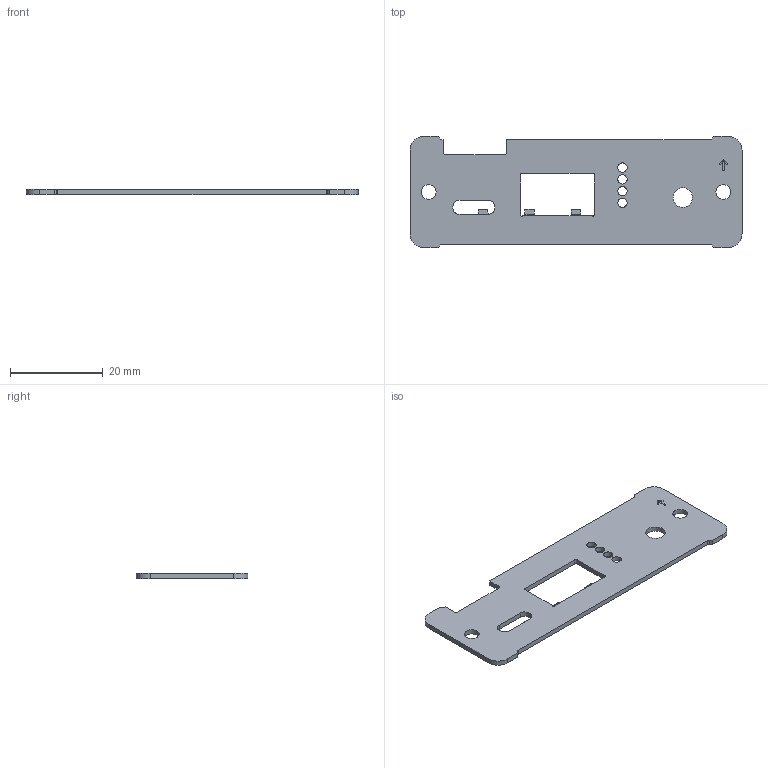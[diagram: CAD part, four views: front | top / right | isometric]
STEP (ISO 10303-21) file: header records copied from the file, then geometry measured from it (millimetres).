
FILE_DESCRIPTION(('KiCad electronic assembly'),'2;1');
FILE_NAME('FTDI master front.step','2024-07-23T01:52:18',('Pcbnew'),( 'Kicad'),'Open CASCADE STEP processor 7.8','KiCad to STEP converter' ,'Unknown');
FILE_SCHEMA(('AUTOMOTIVE_DESIGN { 1 0 10303 214 1 1 1 1 }'));
Length unit declared in the file: millimetre
Products named in the file (44): FTDI master front 1; FTDI master front_track_1; FTDI master front_track_2; FTDI master front_track_3; FTDI master front_track_4; FTDI master front_track_5; FTDI master front_track_6; FTDI master front_track_7; FTDI master front_track_8; FTDI master front_track_9; FTDI master front_track_10; FTDI master front_track_11; FTDI master front_track_12; FTDI master front_track_13; FTDI master front_track_14; FTDI master front_track_15; FTDI master front_track_16; FTDI master front_track_17; FTDI master front_zone_1; FTDI master front_zone_2; FTDI master front_zone_3; FTDI master front_pad_1; FTDI master front_pad_2; FTDI master front_pad_3; FTDI master front_pad_4; FTDI master front_pad_5; FTDI master front_pad_6; FTDI master front_pad_7; FTDI master front_pad_8; FTDI master front_pad_9; FTDI master front_pad_10; FTDI master front_pad_11; FTDI master front_pad_12; FTDI master front_pad_13; FTDI master front_pad_14; FTDI master front_pad_15; FTDI master front_pad_16; FTDI master front_pad_17; FTDI master front_pad_18; FTDI master front_pad_19 ...
Assembly tree (43 placements, depth 2):
  FTDI master front 1
    FTDI master front_track_1
    FTDI master front_track_2
    FTDI master front_track_3
    FTDI master front_track_4
    FTDI master front_track_5
    FTDI master front_track_6
    FTDI master front_track_7
    FTDI master front_track_8
    FTDI master front_track_9
    FTDI master front_track_10
    FTDI master front_track_11
    FTDI master front_track_12
    FTDI master front_track_13
    FTDI master front_track_14
    FTDI master front_track_15
    FTDI master front_track_16
    FTDI master front_track_17
    FTDI master front_zone_1
    FTDI master front_zone_2
    FTDI master front_zone_3
    FTDI master front_pad_1
    FTDI master front_pad_2
    FTDI master front_pad_3
    FTDI master front_pad_4
    FTDI master front_pad_5
    FTDI master front_pad_6
    FTDI master front_pad_7
    FTDI master front_pad_8
    FTDI master front_pad_9
    FTDI master front_pad_10
    FTDI master front_pad_11
    FTDI master front_pad_12
    FTDI master front_pad_13
    FTDI master front_pad_14
    FTDI master front_pad_15
    FTDI master front_pad_16
    FTDI master front_pad_17
    FTDI master front_pad_18
    FTDI master front_pad_19
    FTDI master front_pad_20
    FTDI master front_pad_21
    FTDI master front_pad_22
    FTDI master front_PCB
Bounding box: 71.5 x 24 x 1.16 mm (x, y, z)
Volume: 1493.2 mm3; surface area: 3181.8 mm2
Topology: 21 solids, 21 shells, 320 faces, 834 edges, 556 vertices
Faces by surface type: plane 287, cylinder 33
Full cylindrical faces by diameter (mm): 2 x4, 3.2 x2, 4.2 x1
Entity records: 10614 total; most frequent: CARTESIAN_POINT 1754, ORIENTED_EDGE 1668, DIRECTION 1628, EDGE_CURVE 834, LINE 768, VECTOR 768, VERTEX_POINT 556, AXIS2_PLACEMENT_3D 430
